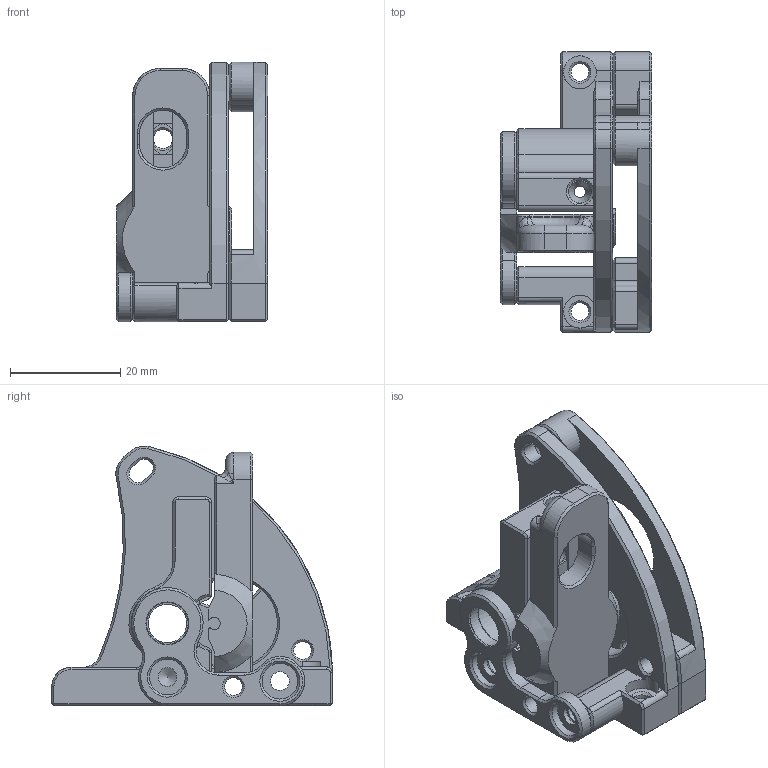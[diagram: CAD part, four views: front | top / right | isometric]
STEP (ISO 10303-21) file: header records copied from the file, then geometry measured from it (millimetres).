
FILE_DESCRIPTION(/* description */ (''),/* implementation_level */ '2;1');
FILE_NAME(/* name */ 'Sailfin Printed.step',/* time_stamp */ '2022-05-29T00:35:26-04:00',/* author */ (''),/* organization */ (''),/* preprocessor_version */ 'ST-DEVELOPER v18.1',/* originating_system */ 'Autodesk Translation Framework v10.14.0.1471',/* authorisation */ '');
FILE_SCHEMA (('AUTOMOTIVE_DESIGN { 1 0 10303 214 3 1 1 }'));
Length unit declared in the file: millimetre
Products named in the file (5): Sailfin Printed; Rear; Lever; Front; Sherpa Mid
Assembly tree (4 placements, depth 2):
  Sailfin Printed
    Rear
    Lever
    Front
    Sherpa Mid
Bounding box: 27.6 x 51 x 47.24 mm (x, y, z)
Volume: 17423.9 mm3; surface area: 14137.8 mm2
Topology: 4 solids, 4 shells, 465 faces, 1149 edges, 691 vertices
Faces by surface type: plane 178, cone 146, cylinder 128, torus 7, bspline 6
Full cylindrical faces by diameter (mm): 2.1 x2, 3.2 x9, 3.4 x4, 4.2 x2, 4.7 x4, 6 x2, 6.5 x2, 7 x1, 8.1 x2, 17 x1
Entity records: 14147 total; most frequent: CARTESIAN_POINT 2767, DIRECTION 2476, ORIENTED_EDGE 2292, EDGE_CURVE 1146, AXIS2_PLACEMENT_3D 927, VERTEX_POINT 691, LINE 622, VECTOR 622
